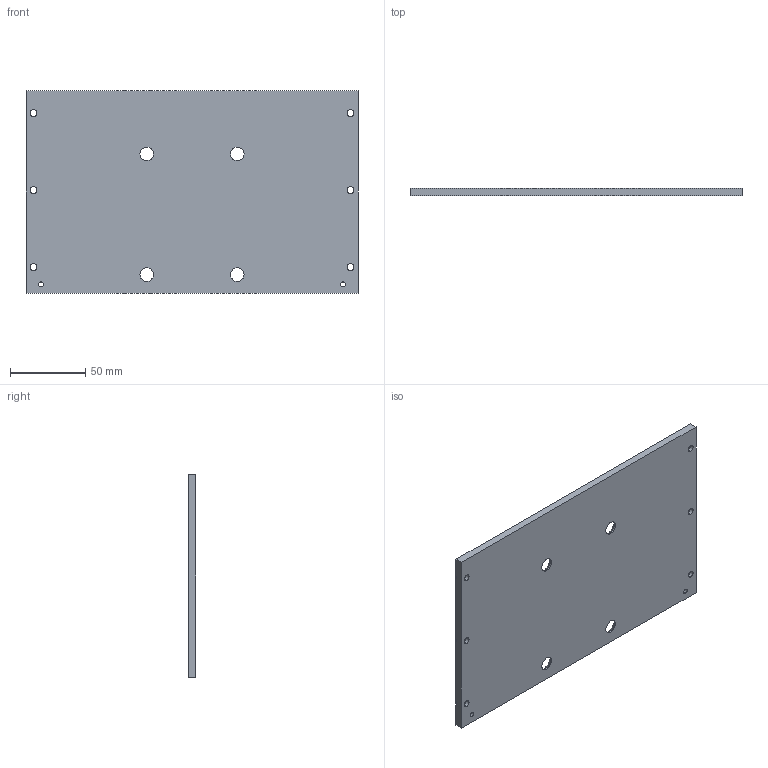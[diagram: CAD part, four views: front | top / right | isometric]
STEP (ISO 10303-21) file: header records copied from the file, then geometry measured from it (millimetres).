
FILE_DESCRIPTION (( 'STEP AP203' ), '1' );
FILE_NAME ('ROV-PLI-001A-PLATINE ROUE FOLLE.STEP', '2024-05-23T07:48:09', ( '' ), ( '' ), 'SwSTEP 2.0', 'SolidWorks 2016', '' );
FILE_SCHEMA (( 'CONFIG_CONTROL_DESIGN' ));
Length unit declared in the file: millimetre
Products named in the file (1): ROV-PLI-001A-PLATINE ROUE FOLLE
Bounding box: 220 x 5 x 134.5 mm (x, y, z)
Volume: 144494.7 mm3; surface area: 62824.1 mm2
Topology: 1 solids, 1 shells, 50 faces, 124 edges, 76 vertices
Faces by surface type: cylinder 24, cone 20, plane 6
Entity records: 1621 total; most frequent: DIRECTION 294, CARTESIAN_POINT 251, ORIENTED_EDGE 248, EDGE_CURVE 124, AXIS2_PLACEMENT_3D 119, VERTEX_POINT 76, EDGE_LOOP 74, CIRCLE 68
